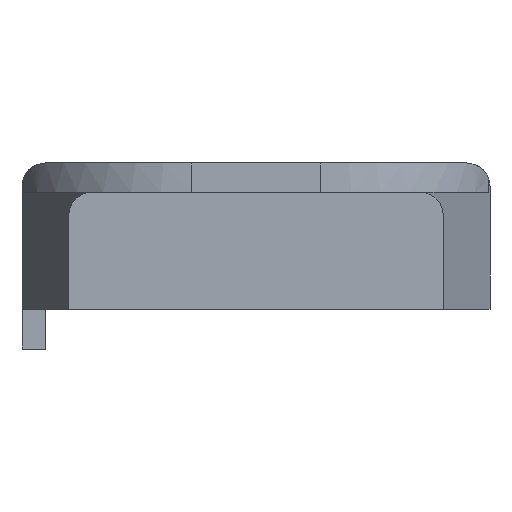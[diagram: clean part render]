
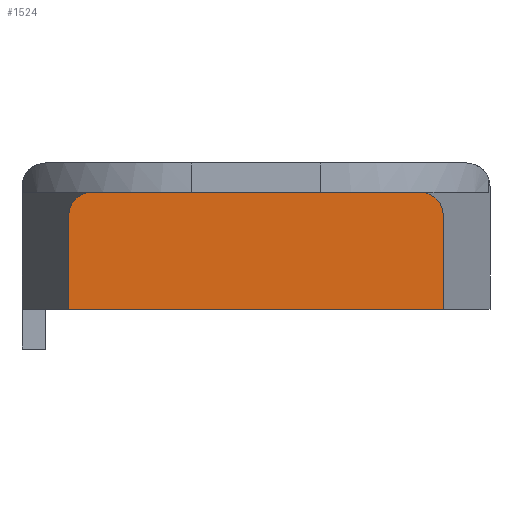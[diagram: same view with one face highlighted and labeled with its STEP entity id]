
A CAD part, front view. The second image highlights one B-rep face of the part: STEP entity #1524.
In plain terms, the highlighted planar face has unit normal (0, -1, 0).
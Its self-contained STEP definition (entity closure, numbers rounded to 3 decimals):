
#765 = VERTEX_POINT('',#766);
#766 = CARTESIAN_POINT('',(-28.,-80.,20.));
#772 = EDGE_CURVE('',#773,#765,#775,.T.);
#773 = VERTEX_POINT('',#774);
#774 = CARTESIAN_POINT('',(28.,-80.,20.));
#775 = LINE('',#776,#777);
#776 = CARTESIAN_POINT('',(32.,-80.,20.));
#777 = VECTOR('',#778,1.);
#778 = DIRECTION('',(-1.,0.,0.));
#942 = VERTEX_POINT('',#943);
#943 = CARTESIAN_POINT('',(-32.,-80.,0.));
#949 = EDGE_CURVE('',#950,#942,#952,.T.);
#950 = VERTEX_POINT('',#951);
#951 = CARTESIAN_POINT('',(32.,-80.,0.));
#952 = LINE('',#953,#954);
#953 = CARTESIAN_POINT('',(32.,-80.,0.));
#954 = VECTOR('',#955,1.);
#955 = DIRECTION('',(-1.,0.,0.));
#1220 = VERTEX_POINT('',#1221);
#1221 = CARTESIAN_POINT('',(-32.,-80.,16.));
#1227 = EDGE_CURVE('',#942,#1220,#1228,.T.);
#1228 = LINE('',#1229,#1230);
#1229 = CARTESIAN_POINT('',(-32.,-80.,0.));
#1230 = VECTOR('',#1231,1.);
#1231 = DIRECTION('',(0.,0.,1.));
#1278 = EDGE_CURVE('',#765,#1220,#1279,.T.);
#1279 = CIRCLE('',#1280,4.);
#1280 = AXIS2_PLACEMENT_3D('',#1281,#1282,#1283);
#1281 = CARTESIAN_POINT('',(-28.,-80.,16.));
#1282 = DIRECTION('',(0.,-1.,0.));
#1283 = DIRECTION('',(0.,0.,-1.));
#1503 = EDGE_CURVE('',#773,#1504,#1506,.T.);
#1504 = VERTEX_POINT('',#1505);
#1505 = CARTESIAN_POINT('',(32.,-80.,16.));
#1506 = CIRCLE('',#1507,4.);
#1507 = AXIS2_PLACEMENT_3D('',#1508,#1509,#1510);
#1508 = CARTESIAN_POINT('',(28.,-80.,16.));
#1509 = DIRECTION('',(0.,1.,0.));
#1510 = DIRECTION('',(0.,0.,1.));
#1524 = ADVANCED_FACE('',(#1525),#1538,.T.);
#1525 = FACE_BOUND('',#1526,.T.);
#1526 = EDGE_LOOP('',(#1527,#1533,#1534,#1535,#1536,#1537));
#1527 = ORIENTED_EDGE('',*,*,#1528,.T.);
#1528 = EDGE_CURVE('',#950,#1504,#1529,.T.);
#1529 = LINE('',#1530,#1531);
#1530 = CARTESIAN_POINT('',(32.,-80.,0.));
#1531 = VECTOR('',#1532,1.);
#1532 = DIRECTION('',(0.,0.,1.));
#1533 = ORIENTED_EDGE('',*,*,#1503,.F.);
#1534 = ORIENTED_EDGE('',*,*,#772,.T.);
#1535 = ORIENTED_EDGE('',*,*,#1278,.T.);
#1536 = ORIENTED_EDGE('',*,*,#1227,.F.);
#1537 = ORIENTED_EDGE('',*,*,#949,.F.);
#1538 = PLANE('',#1539);
#1539 = AXIS2_PLACEMENT_3D('',#1540,#1541,#1542);
#1540 = CARTESIAN_POINT('',(32.,-80.,0.));
#1541 = DIRECTION('',(0.,-1.,0.));
#1542 = DIRECTION('',(-1.,0.,0.));
